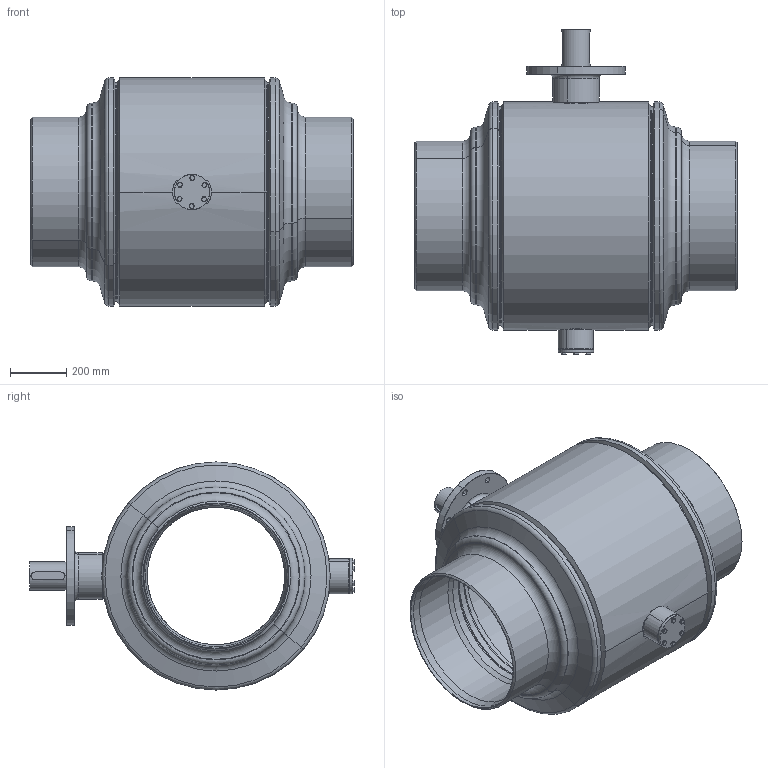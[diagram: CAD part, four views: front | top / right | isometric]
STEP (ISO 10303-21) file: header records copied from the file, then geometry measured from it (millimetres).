
FILE_DESCRIPTION (( 'STEP AP214' ), '1' );
FILE_NAME ('通径DN500焊接球阀-蜗轮盘.STEP', '2026-02-03T06:55:35', ( '' ), ( '' ), 'SwSTEP 2.0', 'SolidWorks 2022', '' );
FILE_SCHEMA (( 'AUTOMOTIVE_DESIGN' ));
Length unit declared in the file: millimetre
Products named in the file (8): hexagon head bolts--product grade c gb_GB_FASTENER_BOLT_HHBC M10X45-N; 通径DN500焊接球阀-蜗轮盘; 600Q367F16C-01; Q61F-600-3概裝; 600粣杶蜊傻; 揤裔600; 500籵噤晚极; 粣杶2
Assembly tree (13 placements, depth 2):
  通径DN500焊接球阀-蜗轮盘
    600Q367F16C-01
    粣杶2
    600粣杶蜊傻
    500籵噤晚极  x2
    揤裔600
    hexagon head bolts--product grade c gb_GB_FASTENER_BOLT_HHBC M10X45-N  x6
    Q61F-600-3概裝
Bounding box: 1143 x 1150.17 x 808 mm (x, y, z)
Volume: 84124886.1 mm3; surface area: 6488665.5 mm2
Topology: 13 solids, 13 shells, 566 faces, 1222 edges, 762 vertices
Faces by surface type: cylinder 258, plane 170, cone 120, torus 18
Entity records: 10730 total; most frequent: CARTESIAN_POINT 2391, DIRECTION 1820, ORIENTED_EDGE 1492, AXIS2_PLACEMENT_3D 769, EDGE_CURVE 746, VERTEX_POINT 468, CIRCLE 420, EDGE_LOOP 414
